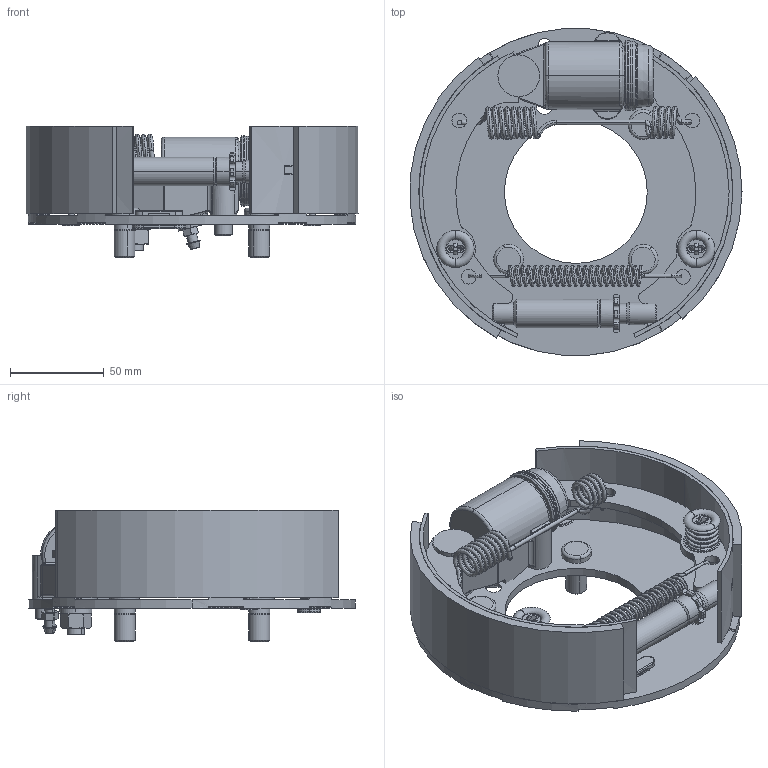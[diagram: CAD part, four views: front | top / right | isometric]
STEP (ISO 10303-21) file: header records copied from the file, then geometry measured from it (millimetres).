
FILE_DESCRIPTION (( 'STEP AP214' ), '1' );
FILE_NAME ('Brake ASSY RH.STEP', '2014-09-29T13:07:17', ( '' ), ( '' ), 'SwSTEP 2.0', 'SolidWorks 2014', '' );
FILE_SCHEMA (( 'AUTOMOTIVE_DESIGN' ));
Length unit declared in the file: millimetre
Products named in the file (33): Shoe M; Brake ASSY RH; Friction M; Shoe back; shoe rib M; 3_8x24x.32_PreviewCfg; lock washer; Pivot Pin; Cyl Assem RH; adjuster assy; rubber plug; adjuster base; bleeder valve M7 x1; adjuster nut; cyl boot; adjuster screw; cyl piston; Flat Head Screw_1-4; cyl cup; socket head cap screw_1-4; cyl spring compressed; pressure spring compressed; cyl body RH; pressure plate; spring bottom extended; pressure pin; spring top extended; Plug for back plate; Shoe F; 7_16-20 Serrated Stud; Friction F; Back plate; shoe rib F
Assembly tree (41 placements, depth 3):
  Brake ASSY RH
    Back plate
    7_16-20 Serrated Stud  x4
    Plug for back plate
    pressure pin  x2
    pressure plate  x4
    pressure spring compressed  x2
    socket head cap screw_1-4
    Flat Head Screw_1-4
    adjuster assy
      adjuster screw
      adjuster nut
      adjuster base
    Pivot Pin
    lock washer
    3_8x24x.32_PreviewCfg
    Shoe M
      shoe rib M
      Shoe back
      Friction M
    Shoe F
      shoe rib F
      Shoe back
      Friction F
    spring top extended
    spring bottom extended
    Cyl Assem RH
      cyl body RH
      cyl spring compressed
      cyl cup
      cyl piston
      cyl boot
      bleeder valve M7 x1
      rubber plug
Bounding box: 177.13 x 174.21 x 70.1 mm (x, y, z)
Volume: 319091.6 mm3; surface area: 198149.8 mm2
Topology: 37 solids, 37 shells, 2422 faces, 6057 edges, 3717 vertices
Faces by surface type: plane 1224, cylinder 499, cone 364, torus 211, bspline 119, sphere 5
Entity records: 68035 total; most frequent: CARTESIAN_POINT 31168, DIRECTION 7911, ORIENTED_EDGE 7226, EDGE_CURVE 3613, AXIS2_PLACEMENT_3D 3180, VERTEX_POINT 2211, CIRCLE 1749, EDGE_LOOP 1574
